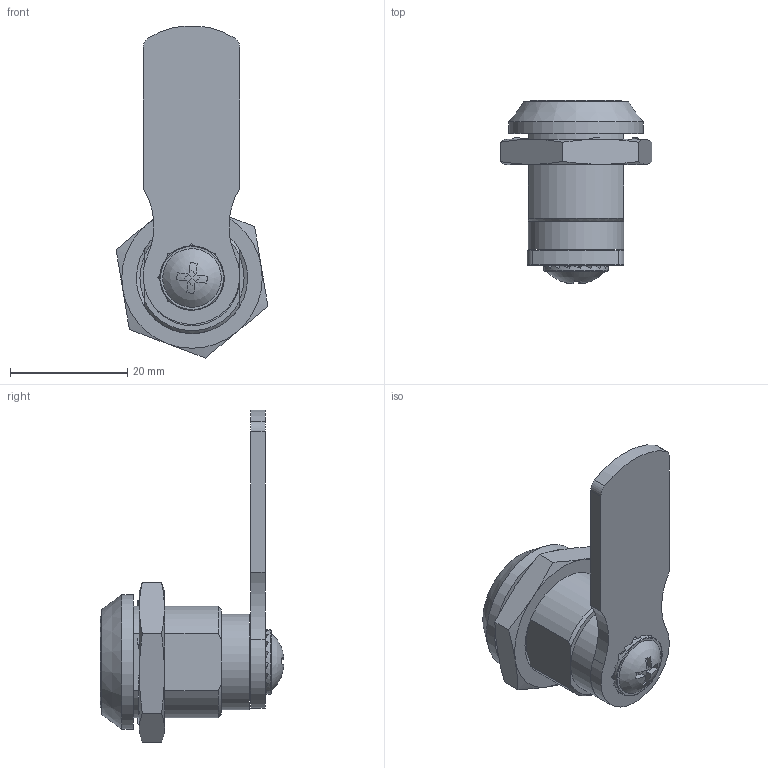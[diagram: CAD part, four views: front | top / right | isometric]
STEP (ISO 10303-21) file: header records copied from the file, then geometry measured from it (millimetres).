
FILE_DESCRIPTION(('STEP AP203'),'1');
FILE_NAME('050.20.32.50.step','2018-03-22T12:34:44',(' '),(' '),'Spatial InterOp 3D',' ',' ');
FILE_SCHEMA(('CONFIG_CONTROL_DESIGN'));
Length unit declared in the file: millimetre
Products named in the file (5): 1; 2; 3; 4; 5
Bounding box: 25.95 x 31.4 x 56.72 mm (x, y, z)
Volume: 8669 mm3; surface area: 8749.6 mm2
Topology: 5 solids, 5 shells, 354 faces, 954 edges, 627 vertices
Faces by surface type: plane 256, cylinder 40, extrusion 26, cone 20, bspline 8, sphere 3, torus 1
Full cylindrical faces by diameter (mm): 4.2 x1, 4.8 x1, 11 x1, 12.2 x1, 16 x1, 16.2 x1, 16.3 x1, 17.8 x1, 23 x1
Entity records: 12360 total; most frequent: CARTESIAN_POINT 3486, ORIENTED_EDGE 1852, DIRECTION 1672, EDGE_CURVE 926, VERTEX_POINT 617, VECTOR 578, LINE 552, AXIS2_PLACEMENT_3D 547
